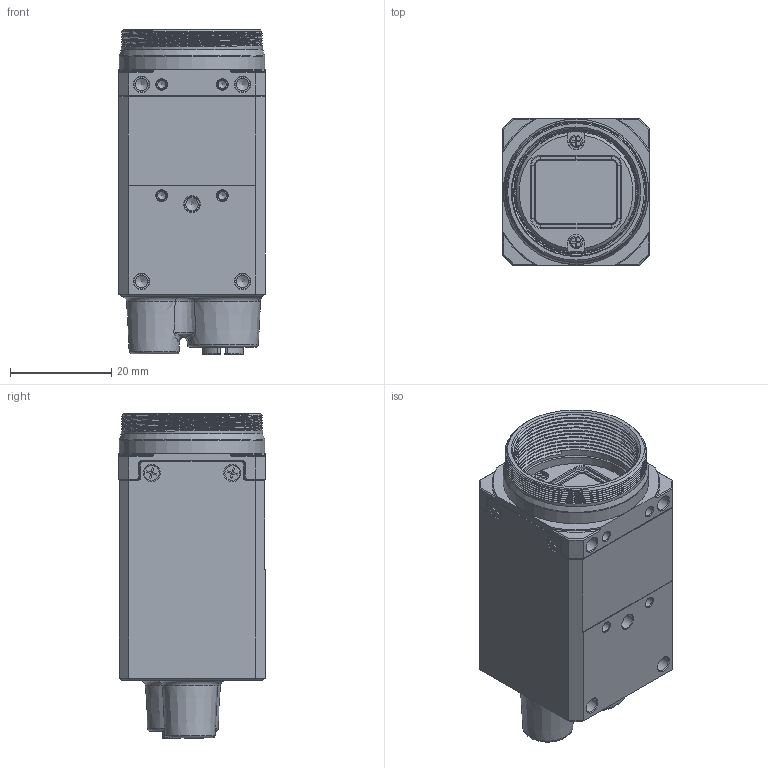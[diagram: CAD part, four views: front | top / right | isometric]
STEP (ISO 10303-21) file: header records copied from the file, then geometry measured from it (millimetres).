
FILE_DESCRIPTION (( 'STEP AP203' ), '1' );
FILE_NAME ('126-240.STEP', '2018-09-14T20:06:06', ( '' ), ( '' ), 'SwSTEP 2.0', 'SolidWorks 2017', '' );
FILE_SCHEMA (( 'CONFIG_CONTROL_DESIGN' ));
Length unit declared in the file: millimetre
Products named in the file (1): 126-240
Bounding box: 29 x 29 x 64.33 mm (x, y, z)
Volume: 38121.2 mm3; surface area: 12018 mm2
Topology: 11 solids, 11 shells, 697 faces, 1695 edges, 1076 vertices
Faces by surface type: plane 348, cylinder 149, cone 102, bspline 76, torus 22
Full cylindrical faces by diameter (mm): 0.65 x8, 0.7 x8, 1.24 x8, 1.6 x6, 1.7 x2, 2 x10, 2.5 x7, 3 x11, 8 x1, 8.25 x1, 12 x1, 12.2 x1, 24.2 x1, 24.64 x11, 28 x6, 28.85 x1
Entity records: 25530 total; most frequent: CARTESIAN_POINT 11096, DIRECTION 2854, ORIENTED_EDGE 2808, EDGE_CURVE 1404, AXIS2_PLACEMENT_3D 1018, VERTEX_POINT 969, EDGE_LOOP 911, LINE 818
